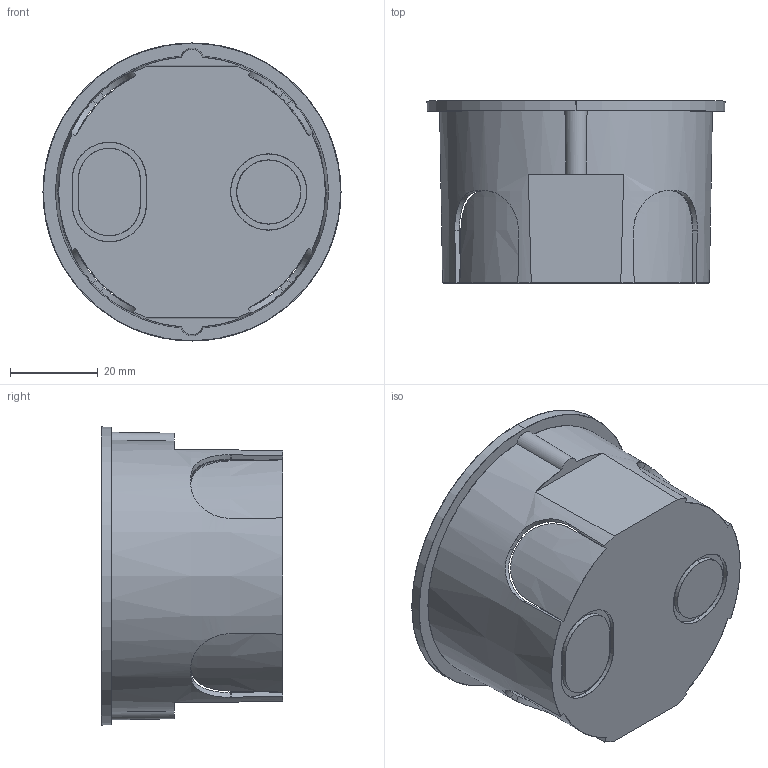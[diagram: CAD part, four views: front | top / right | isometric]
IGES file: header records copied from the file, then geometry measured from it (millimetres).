
Start section: SolidWorks IGES file using analytic representation for surfaces
Global section: file name: PW-1PW.IGS; native system: SolidWorks 2010; preprocessor: SolidWorks 2010; author: lukasz; date: 140914.142303; units: millimetre
Bounding box: 67.98 x 41.5 x 67.98 mm (x, y, z)
Surface area: 23185.3 mm2 (no closed solid volume)
Topology: 0 solids, 0 shells, 104 faces, 1876 edges, 1876 vertices
Faces by surface type: revolution 58, bspline 46
